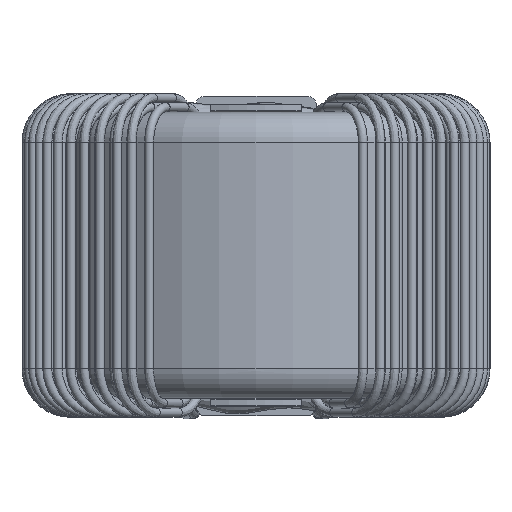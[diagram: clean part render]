
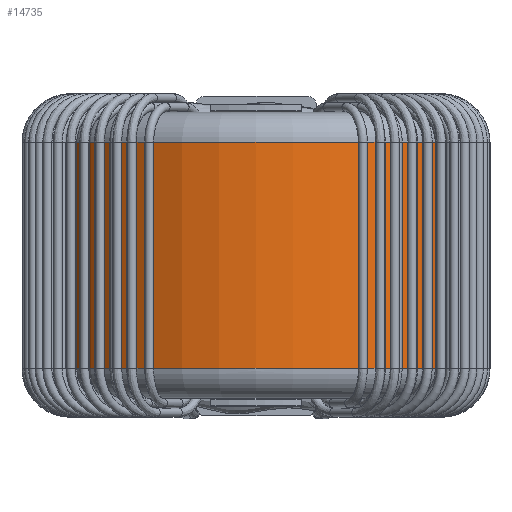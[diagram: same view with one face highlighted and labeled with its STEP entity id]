
A CAD part, top view. The second image highlights one B-rep face of the part: STEP entity #14735.
In plain terms, the highlighted cylindrical face has radius 7.15 mm (diameter 14.3 mm), a full revolution.
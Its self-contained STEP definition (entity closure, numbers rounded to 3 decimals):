
#1078=CYLINDRICAL_SURFACE('',#15808,7.15);
#1922=ORIENTED_EDGE('',*,*,#3790,.T.);
#1923=ORIENTED_EDGE('',*,*,#3791,.T.);
#3790=EDGE_CURVE('',#4876,#4876,#5808,.T.);
#3791=EDGE_CURVE('',#4877,#4877,#5809,.F.);
#4876=VERTEX_POINT('',#35230);
#4877=VERTEX_POINT('',#35232);
#5808=CIRCLE('',#15809,7.15);
#5809=CIRCLE('',#15810,7.15);
#6850=EDGE_LOOP('',(#1922));
#6851=EDGE_LOOP('',(#1923));
#8312=FACE_BOUND('',#6850,.T.);
#8313=FACE_BOUND('',#6851,.T.);
#14735=ADVANCED_FACE('',(#8312,#8313),#1078,.T.);
#15808=AXIS2_PLACEMENT_3D('',#35228,#17757,#17758);
#15809=AXIS2_PLACEMENT_3D('',#35229,#17759,#17760);
#15810=AXIS2_PLACEMENT_3D('',#35231,#17761,#17762);
#17757=DIRECTION('',(0.,1.,0.));
#17758=DIRECTION('',(0.,0.,1.));
#17759=DIRECTION('',(0.,1.,0.));
#17760=DIRECTION('',(0.,0.,1.));
#17761=DIRECTION('',(0.,1.,0.));
#17762=DIRECTION('',(0.,0.,1.));
#35228=CARTESIAN_POINT('',(0.,-4.75,10.75));
#35229=CARTESIAN_POINT('',(0.,-3.75,10.75));
#35230=CARTESIAN_POINT('',(0.,-3.75,17.9));
#35231=CARTESIAN_POINT('',(0.,3.75,10.75));
#35232=CARTESIAN_POINT('',(0.,3.75,17.9));
